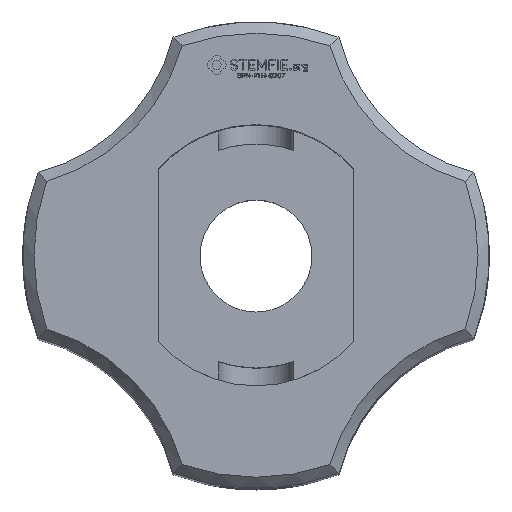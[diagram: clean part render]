
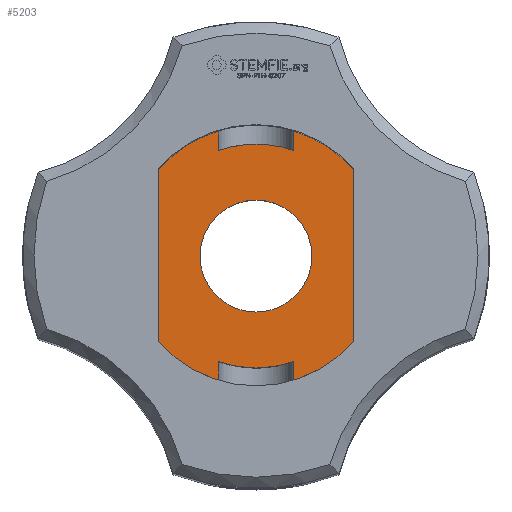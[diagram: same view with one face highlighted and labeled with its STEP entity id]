
A CAD part, top view. The second image highlights one B-rep face of the part: STEP entity #5203.
In plain terms, the highlighted planar face has unit normal (0, 0, 1).
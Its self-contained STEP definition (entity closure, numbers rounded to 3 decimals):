
#883 = VERTEX_POINT('',#884);
#884 = CARTESIAN_POINT('',(2.829,0.998,11.));
#895 = EDGE_CURVE('',#896,#883,#898,.T.);
#896 = VERTEX_POINT('',#897);
#897 = CARTESIAN_POINT('',(2.625,0.998,11.));
#898 = LINE('',#899,#900);
#899 = CARTESIAN_POINT('',(30.925,0.998,11.));
#900 = VECTOR('',#901,1.);
#901 = DIRECTION('',(1.,0.,0.));
#904 = VERTEX_POINT('',#905);
#905 = CARTESIAN_POINT('',(2.625,-0.998,11.));
#912 = EDGE_CURVE('',#904,#913,#915,.T.);
#913 = VERTEX_POINT('',#914);
#914 = CARTESIAN_POINT('',(2.829,-0.998,11.));
#915 = LINE('',#916,#917);
#916 = CARTESIAN_POINT('',(30.925,-0.998,11.));
#917 = VECTOR('',#918,1.);
#918 = DIRECTION('',(1.,0.,0.));
#5140 = EDGE_CURVE('',#5141,#896,#5143,.T.);
#5141 = VERTEX_POINT('',#5142);
#5142 = CARTESIAN_POINT('',(2.625,2.315,11.));
#5143 = LINE('',#5144,#5145);
#5144 = CARTESIAN_POINT('',(2.625,2.315,11.));
#5145 = VECTOR('',#5146,1.);
#5146 = DIRECTION('',(0.,-1.,0.));
#5156 = VERTEX_POINT('',#5157);
#5157 = CARTESIAN_POINT('',(2.625,-2.315,11.));
#5163 = EDGE_CURVE('',#904,#5156,#5164,.T.);
#5164 = LINE('',#5165,#5166);
#5165 = CARTESIAN_POINT('',(2.625,2.315,11.));
#5166 = VECTOR('',#5167,1.);
#5167 = DIRECTION('',(0.,-1.,0.));
#5190 = EDGE_CURVE('',#883,#913,#5191,.T.);
#5191 = CIRCLE('',#5192,3.);
#5192 = AXIS2_PLACEMENT_3D('',#5193,#5194,#5195);
#5193 = CARTESIAN_POINT('',(0.,0.,11.));
#5194 = DIRECTION('',(0.,0.,-1.));
#5195 = DIRECTION('',(0.,1.,0.));
#5203 = ADVANCED_FACE('',(#5204,#5345),#5356,.T.);
#5204 = FACE_BOUND('',#5205,.T.);
#5205 = EDGE_LOOP('',(#5206,#5207,#5208,#5209,#5210,#5219,#5227,#5236,
    #5245,#5253,#5262,#5270,#5278,#5287,#5295,#5303,#5312,#5320,#5329,
    #5337,#5344));
#5206 = ORIENTED_EDGE('',*,*,#912,.T.);
#5207 = ORIENTED_EDGE('',*,*,#5190,.F.);
#5208 = ORIENTED_EDGE('',*,*,#895,.F.);
#5209 = ORIENTED_EDGE('',*,*,#5140,.F.);
#5210 = ORIENTED_EDGE('',*,*,#5211,.T.);
#5211 = EDGE_CURVE('',#5141,#5212,#5214,.T.);
#5212 = VERTEX_POINT('',#5213);
#5213 = CARTESIAN_POINT('',(0.998,3.355,11.));
#5214 = CIRCLE('',#5215,3.5);
#5215 = AXIS2_PLACEMENT_3D('',#5216,#5217,#5218);
#5216 = CARTESIAN_POINT('',(0.,0.,11.));
#5217 = DIRECTION('',(0.,0.,1.));
#5218 = DIRECTION('',(1.,0.,0.));
#5219 = ORIENTED_EDGE('',*,*,#5220,.T.);
#5220 = EDGE_CURVE('',#5212,#5221,#5223,.T.);
#5221 = VERTEX_POINT('',#5222);
#5222 = CARTESIAN_POINT('',(0.998,2.829,11.));
#5223 = LINE('',#5224,#5225);
#5224 = CARTESIAN_POINT('',(0.998,-30.925,11.));
#5225 = VECTOR('',#5226,1.);
#5226 = DIRECTION('',(0.,-1.,0.));
#5227 = ORIENTED_EDGE('',*,*,#5228,.F.);
#5228 = EDGE_CURVE('',#5229,#5221,#5231,.T.);
#5229 = VERTEX_POINT('',#5230);
#5230 = CARTESIAN_POINT('',(0.,3.,11.));
#5231 = CIRCLE('',#5232,3.);
#5232 = AXIS2_PLACEMENT_3D('',#5233,#5234,#5235);
#5233 = CARTESIAN_POINT('',(0.,0.,11.));
#5234 = DIRECTION('',(0.,0.,-1.));
#5235 = DIRECTION('',(0.,1.,0.));
#5236 = ORIENTED_EDGE('',*,*,#5237,.F.);
#5237 = EDGE_CURVE('',#5238,#5229,#5240,.T.);
#5238 = VERTEX_POINT('',#5239);
#5239 = CARTESIAN_POINT('',(-0.998,2.829,11.));
#5240 = CIRCLE('',#5241,3.);
#5241 = AXIS2_PLACEMENT_3D('',#5242,#5243,#5244);
#5242 = CARTESIAN_POINT('',(0.,0.,11.));
#5243 = DIRECTION('',(0.,0.,-1.));
#5244 = DIRECTION('',(0.,1.,0.));
#5245 = ORIENTED_EDGE('',*,*,#5246,.F.);
#5246 = EDGE_CURVE('',#5247,#5238,#5249,.T.);
#5247 = VERTEX_POINT('',#5248);
#5248 = CARTESIAN_POINT('',(-0.998,3.355,11.));
#5249 = LINE('',#5250,#5251);
#5250 = CARTESIAN_POINT('',(-0.998,-30.925,11.));
#5251 = VECTOR('',#5252,1.);
#5252 = DIRECTION('',(0.,-1.,0.));
#5253 = ORIENTED_EDGE('',*,*,#5254,.T.);
#5254 = EDGE_CURVE('',#5247,#5255,#5257,.T.);
#5255 = VERTEX_POINT('',#5256);
#5256 = CARTESIAN_POINT('',(-2.625,2.315,11.));
#5257 = CIRCLE('',#5258,3.5);
#5258 = AXIS2_PLACEMENT_3D('',#5259,#5260,#5261);
#5259 = CARTESIAN_POINT('',(0.,0.,11.));
#5260 = DIRECTION('',(0.,0.,1.));
#5261 = DIRECTION('',(1.,0.,0.));
#5262 = ORIENTED_EDGE('',*,*,#5263,.T.);
#5263 = EDGE_CURVE('',#5255,#5264,#5266,.T.);
#5264 = VERTEX_POINT('',#5265);
#5265 = CARTESIAN_POINT('',(-2.625,0.998,11.));
#5266 = LINE('',#5267,#5268);
#5267 = CARTESIAN_POINT('',(-2.625,2.315,11.));
#5268 = VECTOR('',#5269,1.);
#5269 = DIRECTION('',(0.,-1.,0.));
#5270 = ORIENTED_EDGE('',*,*,#5271,.F.);
#5271 = EDGE_CURVE('',#5272,#5264,#5274,.T.);
#5272 = VERTEX_POINT('',#5273);
#5273 = CARTESIAN_POINT('',(-2.829,0.998,11.));
#5274 = LINE('',#5275,#5276);
#5275 = CARTESIAN_POINT('',(30.925,0.998,11.));
#5276 = VECTOR('',#5277,1.);
#5277 = DIRECTION('',(1.,0.,0.));
#5278 = ORIENTED_EDGE('',*,*,#5279,.F.);
#5279 = EDGE_CURVE('',#5280,#5272,#5282,.T.);
#5280 = VERTEX_POINT('',#5281);
#5281 = CARTESIAN_POINT('',(-2.829,-0.998,11.));
#5282 = CIRCLE('',#5283,3.);
#5283 = AXIS2_PLACEMENT_3D('',#5284,#5285,#5286);
#5284 = CARTESIAN_POINT('',(0.,0.,11.));
#5285 = DIRECTION('',(0.,0.,-1.));
#5286 = DIRECTION('',(0.,1.,0.));
#5287 = ORIENTED_EDGE('',*,*,#5288,.T.);
#5288 = EDGE_CURVE('',#5280,#5289,#5291,.T.);
#5289 = VERTEX_POINT('',#5290);
#5290 = CARTESIAN_POINT('',(-2.625,-0.998,11.));
#5291 = LINE('',#5292,#5293);
#5292 = CARTESIAN_POINT('',(30.925,-0.998,11.));
#5293 = VECTOR('',#5294,1.);
#5294 = DIRECTION('',(1.,0.,0.));
#5295 = ORIENTED_EDGE('',*,*,#5296,.T.);
#5296 = EDGE_CURVE('',#5289,#5297,#5299,.T.);
#5297 = VERTEX_POINT('',#5298);
#5298 = CARTESIAN_POINT('',(-2.625,-2.315,11.));
#5299 = LINE('',#5300,#5301);
#5300 = CARTESIAN_POINT('',(-2.625,2.315,11.));
#5301 = VECTOR('',#5302,1.);
#5302 = DIRECTION('',(0.,-1.,0.));
#5303 = ORIENTED_EDGE('',*,*,#5304,.T.);
#5304 = EDGE_CURVE('',#5297,#5305,#5307,.T.);
#5305 = VERTEX_POINT('',#5306);
#5306 = CARTESIAN_POINT('',(-0.998,-3.355,11.));
#5307 = CIRCLE('',#5308,3.5);
#5308 = AXIS2_PLACEMENT_3D('',#5309,#5310,#5311);
#5309 = CARTESIAN_POINT('',(0.,0.,11.));
#5310 = DIRECTION('',(0.,0.,1.));
#5311 = DIRECTION('',(1.,0.,0.));
#5312 = ORIENTED_EDGE('',*,*,#5313,.F.);
#5313 = EDGE_CURVE('',#5314,#5305,#5316,.T.);
#5314 = VERTEX_POINT('',#5315);
#5315 = CARTESIAN_POINT('',(-0.998,-2.829,11.));
#5316 = LINE('',#5317,#5318);
#5317 = CARTESIAN_POINT('',(-0.998,-30.925,11.));
#5318 = VECTOR('',#5319,1.);
#5319 = DIRECTION('',(0.,-1.,0.));
#5320 = ORIENTED_EDGE('',*,*,#5321,.F.);
#5321 = EDGE_CURVE('',#5322,#5314,#5324,.T.);
#5322 = VERTEX_POINT('',#5323);
#5323 = CARTESIAN_POINT('',(0.998,-2.829,11.));
#5324 = CIRCLE('',#5325,3.);
#5325 = AXIS2_PLACEMENT_3D('',#5326,#5327,#5328);
#5326 = CARTESIAN_POINT('',(0.,0.,11.));
#5327 = DIRECTION('',(0.,0.,-1.));
#5328 = DIRECTION('',(0.,1.,0.));
#5329 = ORIENTED_EDGE('',*,*,#5330,.T.);
#5330 = EDGE_CURVE('',#5322,#5331,#5333,.T.);
#5331 = VERTEX_POINT('',#5332);
#5332 = CARTESIAN_POINT('',(0.998,-3.355,11.));
#5333 = LINE('',#5334,#5335);
#5334 = CARTESIAN_POINT('',(0.998,-30.925,11.));
#5335 = VECTOR('',#5336,1.);
#5336 = DIRECTION('',(0.,-1.,0.));
#5337 = ORIENTED_EDGE('',*,*,#5338,.T.);
#5338 = EDGE_CURVE('',#5331,#5156,#5339,.T.);
#5339 = CIRCLE('',#5340,3.5);
#5340 = AXIS2_PLACEMENT_3D('',#5341,#5342,#5343);
#5341 = CARTESIAN_POINT('',(0.,0.,11.));
#5342 = DIRECTION('',(0.,0.,1.));
#5343 = DIRECTION('',(1.,0.,0.));
#5344 = ORIENTED_EDGE('',*,*,#5163,.F.);
#5345 = FACE_BOUND('',#5346,.T.);
#5346 = EDGE_LOOP('',(#5347));
#5347 = ORIENTED_EDGE('',*,*,#5348,.T.);
#5348 = EDGE_CURVE('',#5349,#5349,#5351,.T.);
#5349 = VERTEX_POINT('',#5350);
#5350 = CARTESIAN_POINT('',(0.,1.5,11.));
#5351 = CIRCLE('',#5352,1.5);
#5352 = AXIS2_PLACEMENT_3D('',#5353,#5354,#5355);
#5353 = CARTESIAN_POINT('',(0.,0.,11.));
#5354 = DIRECTION('',(0.,0.,-1.));
#5355 = DIRECTION('',(0.,1.,0.));
#5356 = PLANE('',#5357);
#5357 = AXIS2_PLACEMENT_3D('',#5358,#5359,#5360);
#5358 = CARTESIAN_POINT('',(0.,0.001,11.)
  );
#5359 = DIRECTION('',(0.,0.,1.));
#5360 = DIRECTION('',(1.,0.,0.));
